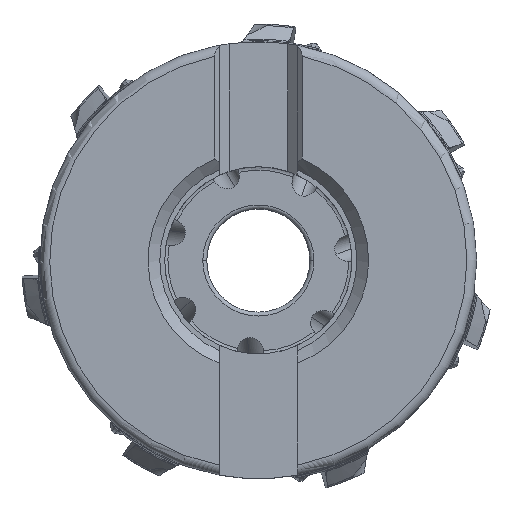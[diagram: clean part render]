
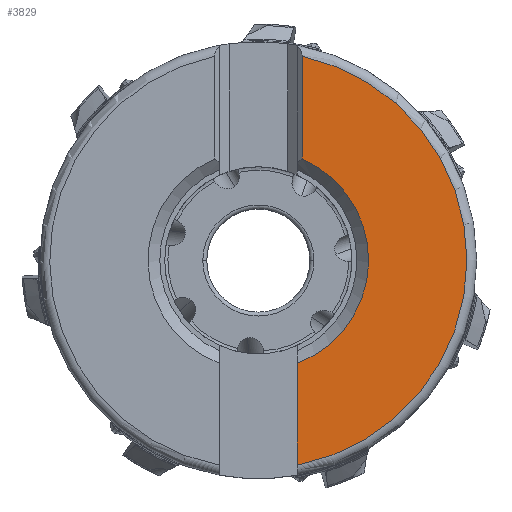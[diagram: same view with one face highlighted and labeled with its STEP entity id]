
A CAD part, top view. The second image highlights one B-rep face of the part: STEP entity #3829.
In plain terms, the highlighted planar face has unit normal (0, 0, 1).
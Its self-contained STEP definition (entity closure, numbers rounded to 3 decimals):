
#608=PLANE('',#18074);
#1228=FACE_OUTER_BOUND('',#5229,.T.);
#2233=LINE('',#37837,#3027);
#2234=LINE('',#37839,#3028);
#3027=VECTOR('',#21706,1.);
#3028=VECTOR('',#21709,1.);
#3829=ADVANCED_FACE('',(#1228),#608,.T.);
#5229=EDGE_LOOP('',(#10000,#10001,#10002,#10003,#10004));
#6004=CIRCLE('',#18045,21.225);
#6005=CIRCLE('',#18046,21.225);
#6021=CIRCLE('',#18071,11.225);
#10000=ORIENTED_EDGE('',*,*,#15112,.T.);
#10001=ORIENTED_EDGE('',*,*,#15110,.F.);
#10002=ORIENTED_EDGE('',*,*,#15113,.T.);
#10003=ORIENTED_EDGE('',*,*,#15081,.F.);
#10004=ORIENTED_EDGE('',*,*,#15080,.F.);
#12761=VERTEX_POINT('',#37743);
#12762=VERTEX_POINT('',#37745);
#12763=VERTEX_POINT('',#37747);
#12781=VERTEX_POINT('',#37827);
#12782=VERTEX_POINT('',#37829);
#15080=EDGE_CURVE('',#12761,#12762,#6004,.T.);
#15081=EDGE_CURVE('',#12762,#12763,#6005,.T.);
#15110=EDGE_CURVE('',#12781,#12782,#6021,.T.);
#15112=EDGE_CURVE('',#12761,#12782,#2233,.T.);
#15113=EDGE_CURVE('',#12781,#12763,#2234,.T.);
#18045=AXIS2_PLACEMENT_3D('',#37744,#21640,#21641);
#18046=AXIS2_PLACEMENT_3D('',#37746,#21642,#21643);
#18071=AXIS2_PLACEMENT_3D('',#37828,#21702,#21703);
#18074=AXIS2_PLACEMENT_3D('',#37840,#21710,#21711);
#21640=DIRECTION('',(0.,0.,-1.));
#21641=DIRECTION('',(0.211,0.978,0.));
#21642=DIRECTION('',(0.,0.,-1.));
#21643=DIRECTION('',(1.,-0.001,0.));
#21702=DIRECTION('',(0.,0.,1.));
#21703=DIRECTION('',(0.354,-0.935,0.));
#21706=DIRECTION('',(0.,-1.,0.));
#21709=DIRECTION('',(0.,-1.,0.));
#21710=DIRECTION('',(0.,0.,1.));
#21711=DIRECTION('',(-1.,0.,0.));
#37743=CARTESIAN_POINT('',(4.47,20.749,0.));
#37744=CARTESIAN_POINT('',(0.,0.,0.));
#37745=CARTESIAN_POINT('',(21.225,-0.021,0.));
#37746=CARTESIAN_POINT('',(0.,0.,0.));
#37747=CARTESIAN_POINT('',(3.97,-20.85,0.));
#37827=CARTESIAN_POINT('',(3.97,-10.5,0.));
#37828=CARTESIAN_POINT('',(0.,0.,0.));
#37829=CARTESIAN_POINT('',(4.47,10.297,0.));
#37837=CARTESIAN_POINT('',(4.47,20.749,0.));
#37839=CARTESIAN_POINT('',(3.97,-10.5,0.));
#37840=CARTESIAN_POINT('',(12.597,-0.051,0.));
